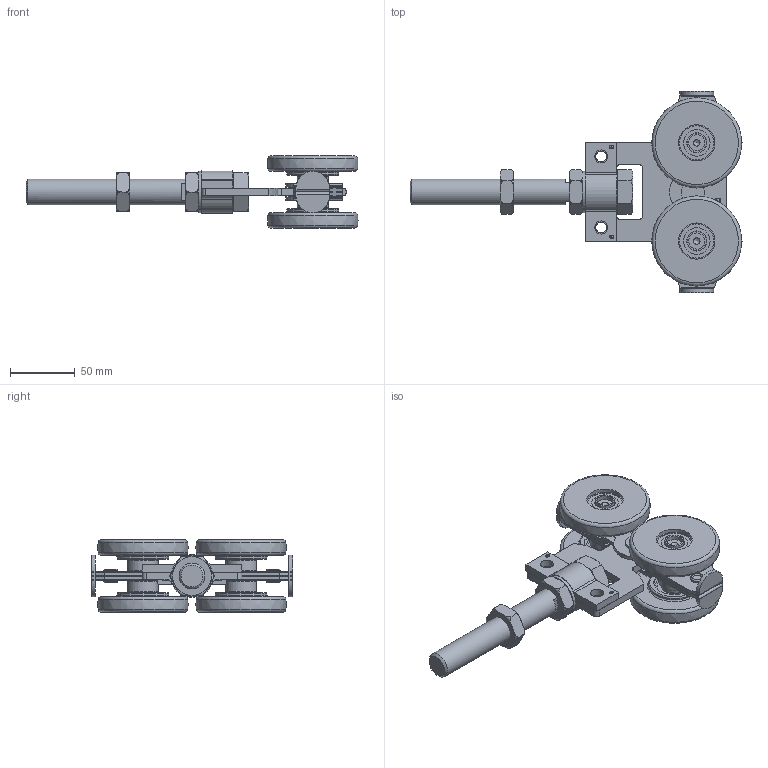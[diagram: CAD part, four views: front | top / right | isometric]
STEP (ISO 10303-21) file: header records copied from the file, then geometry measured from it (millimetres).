
FILE_DESCRIPTION(/* description */ (''),/* implementation_level */ '2;1');
FILE_NAME(/* name */ '2285SL.stp',/* time_stamp */ '2016-11-15T09:35:08+01:00',/* author */ ('Giuliano'),/* organization */ (''),/* preprocessor_version */ 'ST-DEVELOPER v16.5',/* originating_system */ 'Autodesk Inventor 2017',/* authorisation */ '');
FILE_SCHEMA (('AUTOMOTIVE_DESIGN { 1 0 10303 214 3 1 1 }'));
Length unit declared in the file: millimetre
Products named in the file (14): 2285SL; 15180; 15210; 15003; 15335; GALB70S; 16114; 09065; 09008; 15336; 15004; 15746; 06017; 17197
Assembly tree (22 placements, depth 3):
  2285SL
    15180  x2
    15210
    15003
    15335  x2
    GALB70S  x4
      16114
      09065
      09008
    15336  x4
    15004
    15746
    06017  x2
    17197
Bounding box: 257 x 156 x 56 mm (x, y, z)
Volume: 377347.1 mm3; surface area: 170528.7 mm2
Topology: 59 solids, 67 shells, 1075 faces, 2648 edges, 1718 vertices
Faces by surface type: plane 485, cylinder 288, bspline 142, torus 116, sphere 28, cone 16
Full cylindrical faces by diameter (mm): 1.342 x2, 1.458 x2, 2.5 x8, 5 x4, 5.2 x8, 8.376 x2, 10.1 x2, 10.4 x4, 12.5 x4, 14.8 x4, 15 x4, 15.2 x4, 15.8 x1, 16.2 x5, 17.294 x2, 18 x1, 20 x6, 20.542 x8, 24 x4, 26.458 x8, 27.7 x1, 28 x4, 32 x5, 32.05 x8, 34.4 x4, 40 x4
Entity records: 17176 total; most frequent: CARTESIAN_POINT 4502, ORIENTED_EDGE 2570, DIRECTION 2309, EDGE_CURVE 1273, VERTEX_POINT 863, AXIS2_PLACEMENT_3D 808, EDGE_LOOP 696, LINE 693
